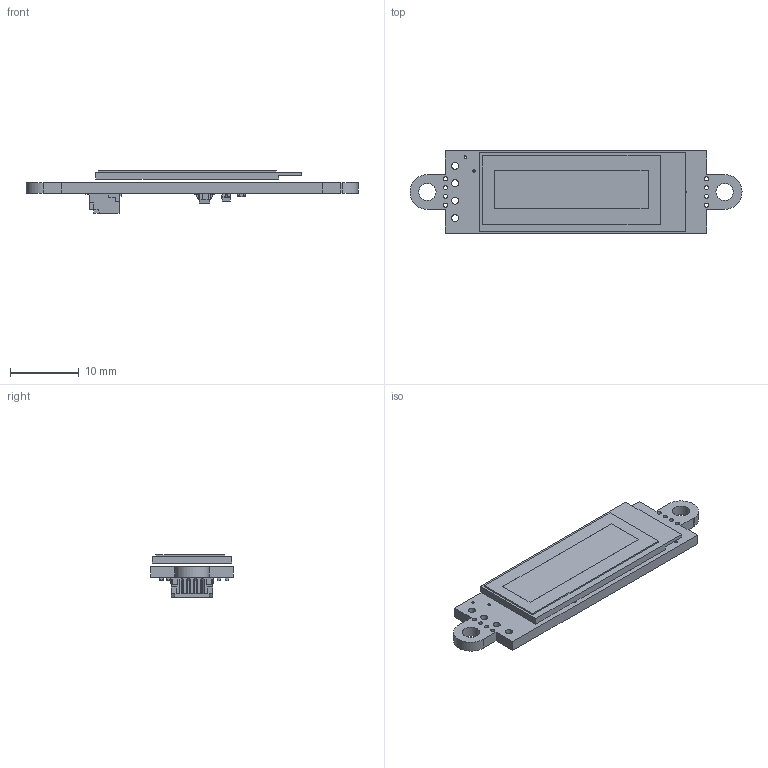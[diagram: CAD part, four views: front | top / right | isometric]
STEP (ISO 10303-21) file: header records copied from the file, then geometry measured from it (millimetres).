
FILE_DESCRIPTION(/* description */ (''),/* implementation_level */ '2;1');
FILE_NAME(/* name */ 'OLED_0_91INCH v4.step',/* time_stamp */ '2024-07-16T11:15:18+02:00',/* author */ (''),/* organization */ (''),/* preprocessor_version */ 'ST-DEVELOPER v20',/* originating_system */ 'Autodesk Translation Framework v13.14.0.145',/* authorisation */ '');
FILE_SCHEMA (('AUTOMOTIVE_DESIGN { 1 0 10303 214 3 1 1 }'));
Length unit declared in the file: millimetre
Products named in the file (23): OLED_0_91INCH; Board; Packages; C0402; Pin1; Pin2; CeramicBody; LASKAKIT_HEART_3MM; LASKKIT_10MM_SILKSCREEN; 1X04_1MM_RA; SOD323-R; Body; FilletPinL; FilletPinR; 2,5-PAD; SOT23-5; Body (1); PinsArrayL; PinsArrayR; C0603; R0402; GME12832_0_91INCH; Display
Assembly tree (31 placements, depth 4):
  OLED_0_91INCH
    Board
    Packages
      C0402  x5
        Pin1
        Pin2
        CeramicBody
      LASKAKIT_HEART_3MM
      LASKKIT_10MM_SILKSCREEN
      1X04_1MM_RA
      SOD323-R
        Body
        FilletPinL
        FilletPinR
      2,5-PAD  x2
      SOT23-5
        Body (1)
        PinsArrayL
        PinsArrayR
      C0603  x2
      R0402  x4
      GME12832_0_91INCH
        Display
Bounding box: 48.32 x 12 x 6.18 mm (x, y, z)
Volume: 1193.7 mm3; surface area: 2332.1 mm2
Topology: 39 solids, 39 shells, 1129 faces, 2729 edges, 1672 vertices
Faces by surface type: plane 583, cylinder 352, sphere 104, bspline 90
Full cylindrical faces by diameter (mm): 0.203 x1, 0.35 x22, 0.6 x8, 1.016 x4, 2.5 x2
Entity records: 21083 total; most frequent: CARTESIAN_POINT 4584, ORIENTED_EDGE 3210, DIRECTION 3205, EDGE_CURVE 1605, LINE 1239, VECTOR 1239, VERTEX_POINT 1032, AXIS2_PLACEMENT_3D 983
